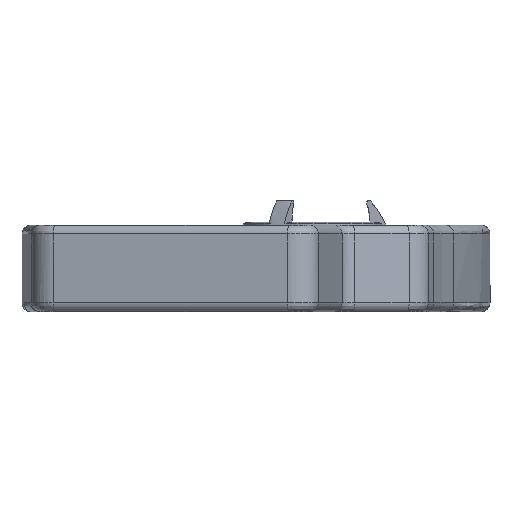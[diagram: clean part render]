
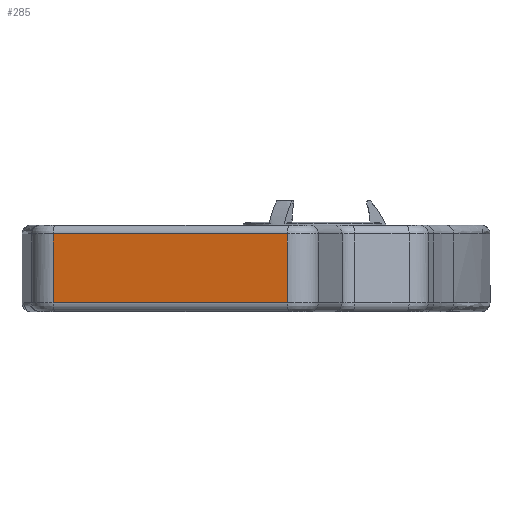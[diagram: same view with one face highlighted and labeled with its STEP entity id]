
A CAD part, left-side view. The second image highlights one B-rep face of the part: STEP entity #285.
In plain terms, the highlighted planar face has unit normal (-0.985, 0.174, 0).
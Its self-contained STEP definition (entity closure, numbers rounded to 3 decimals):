
#285=ADVANCED_FACE('',(#773),#7606,.T.);
#773=FACE_OUTER_BOUND('',#1253,.T.);
#1253=EDGE_LOOP('',(#3052,#3053,#3054,#3055));
#3052=ORIENTED_EDGE('',*,*,#4729,.T.);
#3053=ORIENTED_EDGE('',*,*,#4816,.F.);
#3054=ORIENTED_EDGE('',*,*,#4727,.T.);
#3055=ORIENTED_EDGE('',*,*,#4920,.T.);
#4727=EDGE_CURVE('',#7211,#7209,#5635,.T.);
#4729=EDGE_CURVE('',#7210,#7212,#5636,.T.);
#4816=EDGE_CURVE('',#7211,#7212,#6383,.T.);
#4920=EDGE_CURVE('',#7209,#7210,#6397,.T.);
#5635=B_SPLINE_CURVE_WITH_KNOTS('',1,(#12981,#12982),.UNSPECIFIED.,.F.,
 .F.,(2,2),(0.,53.74),.UNSPECIFIED.);
#5636=B_SPLINE_CURVE_WITH_KNOTS('',1,(#12986,#12987),.UNSPECIFIED.,.F.,
 .F.,(2,2),(0.,53.74),.UNSPECIFIED.);
#6383=(
BOUNDED_CURVE()
B_SPLINE_CURVE(1,(#13239,#13240,#13241,#13242),.UNSPECIFIED.,.F.,.F.)
B_SPLINE_CURVE_WITH_KNOTS((2,1,1,2),(0.,9.,14.6,
15.6),.UNSPECIFIED.)
CURVE()
GEOMETRIC_REPRESENTATION_ITEM()
RATIONAL_B_SPLINE_CURVE((1.,1.,1.,1.))
REPRESENTATION_ITEM('')
);
#6397=(
BOUNDED_CURVE()
B_SPLINE_CURVE(1,(#13671,#13672,#13673,#13674),.UNSPECIFIED.,.F.,.F.)
B_SPLINE_CURVE_WITH_KNOTS((2,1,1,2),(0.,9.,14.6,
15.6),.UNSPECIFIED.)
CURVE()
GEOMETRIC_REPRESENTATION_ITEM()
RATIONAL_B_SPLINE_CURVE((1.,1.,1.,1.))
REPRESENTATION_ITEM('')
);
#7209=VERTEX_POINT('',#10803);
#7210=VERTEX_POINT('',#10804);
#7211=VERTEX_POINT('',#10805);
#7212=VERTEX_POINT('',#10806);
#7606=PLANE('',#8261);
#8261=AXIS2_PLACEMENT_3D('',#9678,#8676,$);
#8676=DIRECTION('',(-0.985,0.174,0.));
#9678=CARTESIAN_POINT('',(-107.699,58.664,3.));
#10803=CARTESIAN_POINT('',(-107.699,58.664,18.6));
#10804=CARTESIAN_POINT('',(-107.699,58.664,3.));
#10805=CARTESIAN_POINT('',(-117.031,5.741,18.6));
#10806=CARTESIAN_POINT('',(-117.031,5.741,3.));
#12981=CARTESIAN_POINT('',(-117.031,5.741,18.6));
#12982=CARTESIAN_POINT('',(-107.699,58.664,18.6));
#12986=CARTESIAN_POINT('',(-107.699,58.664,3.));
#12987=CARTESIAN_POINT('',(-117.031,5.741,3.));
#13239=CARTESIAN_POINT('',(-117.031,5.741,18.6));
#13240=CARTESIAN_POINT('',(-117.031,5.741,9.6));
#13241=CARTESIAN_POINT('',(-117.031,5.741,4.));
#13242=CARTESIAN_POINT('',(-117.031,5.741,3.));
#13671=CARTESIAN_POINT('',(-107.699,58.664,18.6));
#13672=CARTESIAN_POINT('',(-107.699,58.664,9.6));
#13673=CARTESIAN_POINT('',(-107.699,58.664,4.));
#13674=CARTESIAN_POINT('',(-107.699,58.664,3.));
